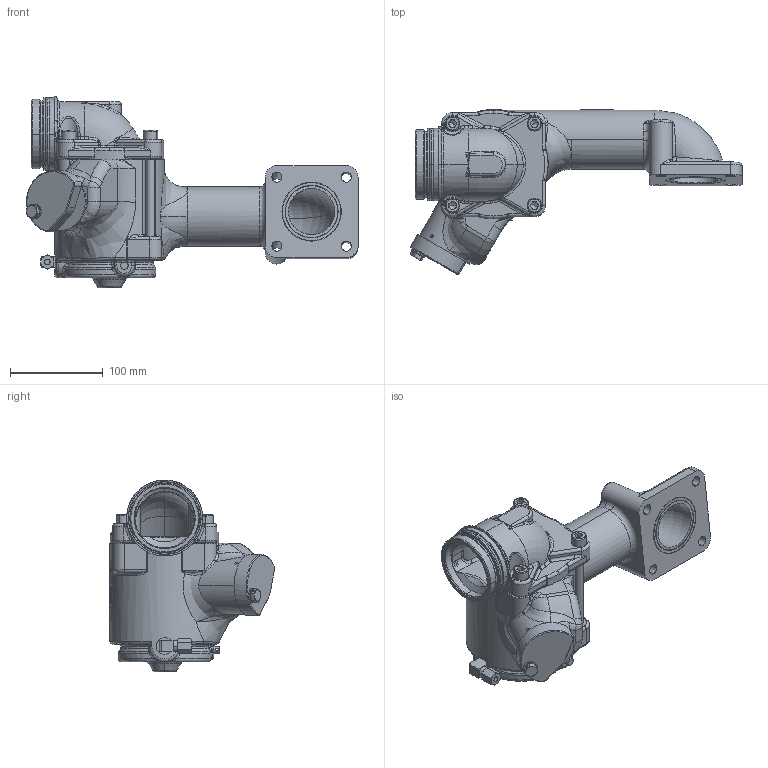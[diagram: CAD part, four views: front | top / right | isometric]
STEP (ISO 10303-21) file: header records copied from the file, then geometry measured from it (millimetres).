
FILE_DESCRIPTION (( 'STEP AP214' ), '1' );
FILE_NAME ('VA80-2_22747.STEP', '2014-11-20T12:51:15', ( 'Admin2' ), ( '' ), 'SwSTEP 2.0', 'SolidWorks 2010', '' );
FILE_SCHEMA (( 'AUTOMOTIVE_DESIGN' ));
Length unit declared in the file: millimetre
Products named in the file (1): VA80-2_22747
Bounding box: 358.06 x 177.98 x 207 mm (x, y, z)
Volume: 1450777 mm3; surface area: 348342.2 mm2
Topology: 14 solids, 14 shells, 1546 faces, 3805 edges, 2246 vertices
Faces by surface type: cylinder 435, bspline 403, plane 380, torus 188, cone 119, sphere 21
Entity records: 85453 total; most frequent: CARTESIAN_POINT 35099, ORIENTED_EDGE 7396, DIRECTION 6341, EDGE_CURVE 3698, AXIS2_PLACEMENT_3D 2582, VERTEX_POINT 2241, EDGE_LOOP 1671, UNCERTAINTY_MEASURE_WITH_UNIT 1562
